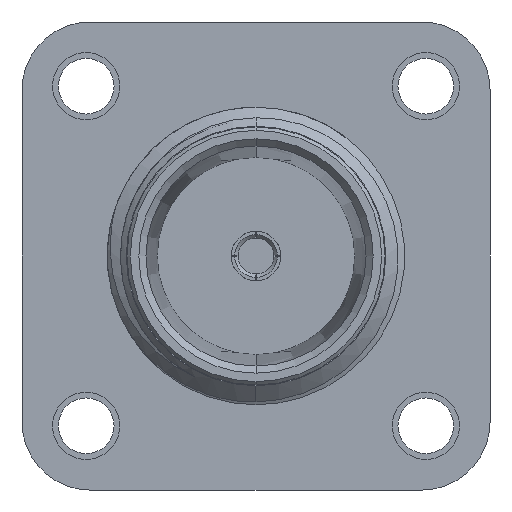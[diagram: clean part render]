
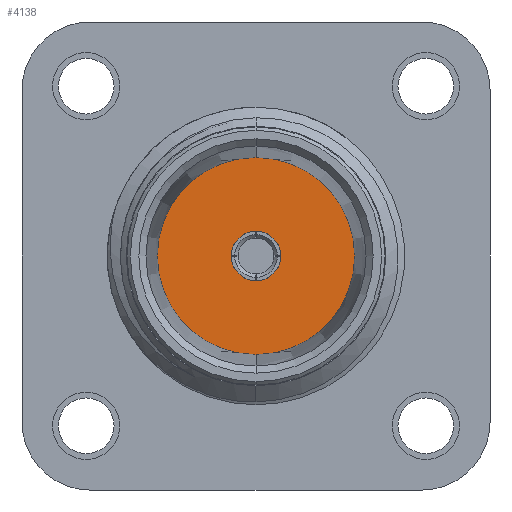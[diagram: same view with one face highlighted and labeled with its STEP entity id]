
A CAD part, left-side view. The second image highlights one B-rep face of the part: STEP entity #4138.
In plain terms, the highlighted planar face has unit normal (-1, 0, 0).
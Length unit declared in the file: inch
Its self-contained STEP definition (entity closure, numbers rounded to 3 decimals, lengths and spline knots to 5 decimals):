
#46 = DIRECTION ( 'NONE',  ( -1., 0., 0. ) ) ;
#413 = VERTEX_POINT ( 'NONE', #3239 ) ;
#562 = AXIS2_PLACEMENT_3D ( 'NONE', #3445, #1308, #1728 ) ;
#873 = EDGE_CURVE ( 'NONE', #4419, #4740, #5313, .T. ) ;
#957 = CARTESIAN_POINT ( 'NONE',  ( 0.33, 0., -0.14521 ) ) ;
#1048 = CARTESIAN_POINT ( 'NONE',  ( 0.33, 0., 0. ) ) ;
#1308 = DIRECTION ( 'NONE',  ( -1., 0., 0. ) ) ;
#1369 = EDGE_CURVE ( 'NONE', #1485, #413, #1677, .T. ) ;
#1425 = ORIENTED_EDGE ( 'NONE', *, *, #1369, .T. ) ;
#1485 = VERTEX_POINT ( 'NONE', #957 ) ;
#1499 = EDGE_CURVE ( 'NONE', #4740, #4419, #1736, .T. ) ;
#1581 = ORIENTED_EDGE ( 'NONE', *, *, #873, .T. ) ;
#1677 = CIRCLE ( 'NONE', #3267, 0.14521 ) ;
#1728 = DIRECTION ( 'NONE',  ( 0., 0., 1. ) ) ;
#1736 = CIRCLE ( 'NONE', #4424, 0.0365 ) ;
#1809 = DIRECTION ( 'NONE',  ( 1., 0., 0. ) ) ;
#2164 = CARTESIAN_POINT ( 'NONE',  ( 0.33, 0., 0. ) ) ;
#2339 = EDGE_LOOP ( 'NONE', ( #1581, #2743 ) ) ;
#2362 = AXIS2_PLACEMENT_3D ( 'NONE', #4000, #4464, #3194 ) ;
#2498 = ORIENTED_EDGE ( 'NONE', *, *, #2688, .T. ) ;
#2688 = EDGE_CURVE ( 'NONE', #413, #1485, #3623, .T. ) ;
#2710 = DIRECTION ( 'NONE',  ( 0., 0., 1. ) ) ;
#2729 = AXIS2_PLACEMENT_3D ( 'NONE', #1048, #4970, #3675 ) ;
#2743 = ORIENTED_EDGE ( 'NONE', *, *, #1499, .T. ) ;
#2794 = CARTESIAN_POINT ( 'NONE',  ( 0.33, 0., -0.0365 ) ) ;
#2863 = EDGE_LOOP ( 'NONE', ( #2498, #1425 ) ) ;
#3036 = CARTESIAN_POINT ( 'NONE',  ( 0.33, 0., 0.0365 ) ) ;
#3194 = DIRECTION ( 'NONE',  ( 0., 0., 1. ) ) ;
#3239 = CARTESIAN_POINT ( 'NONE',  ( 0.33, 0., 0.14521 ) ) ;
#3267 = AXIS2_PLACEMENT_3D ( 'NONE', #2164, #46, #4876 ) ;
#3322 = FACE_BOUND ( 'NONE', #2339, .T. ) ;
#3445 = CARTESIAN_POINT ( 'NONE',  ( 0.33, 0., 0. ) ) ;
#3615 = PLANE ( 'NONE',  #2729 ) ;
#3623 = CIRCLE ( 'NONE', #562, 0.14521 ) ;
#3675 = DIRECTION ( 'NONE',  ( 0., 0., 1. ) ) ;
#4000 = CARTESIAN_POINT ( 'NONE',  ( 0.33, 0., 0. ) ) ;
#4138 = ADVANCED_FACE ( 'NONE', ( #4203, #3322 ), #3615, .T. ) ;
#4203 = FACE_OUTER_BOUND ( 'NONE', #2863, .T. ) ;
#4419 = VERTEX_POINT ( 'NONE', #3036 ) ;
#4424 = AXIS2_PLACEMENT_3D ( 'NONE', #4436, #1809, #2710 ) ;
#4436 = CARTESIAN_POINT ( 'NONE',  ( 0.33, 0., 0. ) ) ;
#4464 = DIRECTION ( 'NONE',  ( 1., 0., 0. ) ) ;
#4740 = VERTEX_POINT ( 'NONE', #2794 ) ;
#4876 = DIRECTION ( 'NONE',  ( 0., 0., 1. ) ) ;
#4970 = DIRECTION ( 'NONE',  ( -1., 0., 0. ) ) ;
#5313 = CIRCLE ( 'NONE', #2362, 0.0365 ) ;
